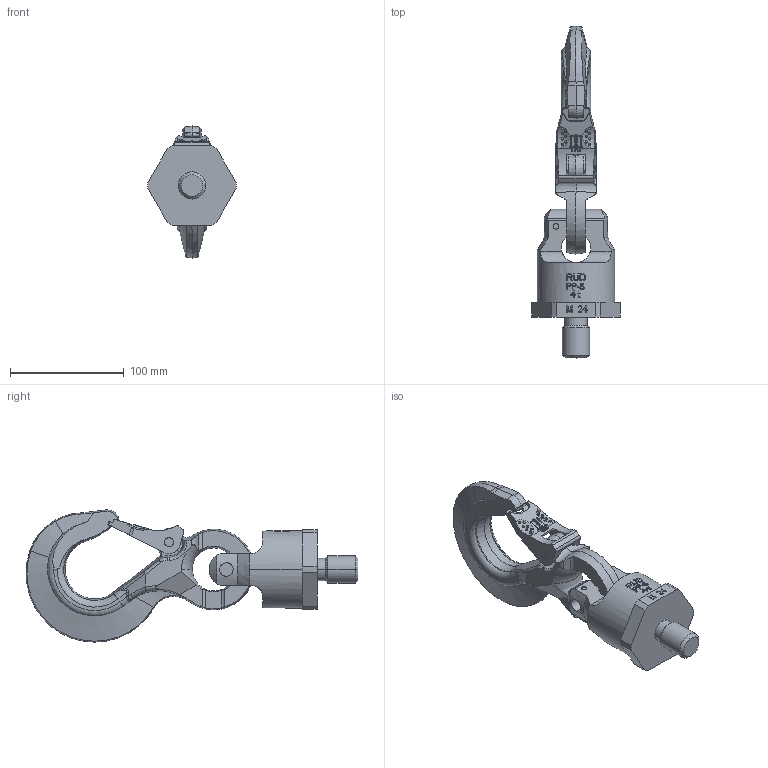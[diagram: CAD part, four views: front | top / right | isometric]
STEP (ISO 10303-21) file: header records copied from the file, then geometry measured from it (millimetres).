
FILE_DESCRIPTION((''),'2;1');
FILE_NAME('001-M31443-P21_ASM','2004-10-07T',('Leichs'),(''),'PRO/ENGINEER BY PARAMETRIC TECHNOLOGY CORPORATION, 2001400','PRO/ENGINEER BY PARAMETRIC TECHNOLOGY CORPORATION, 2001400','');
FILE_SCHEMA(('CONFIG_CONTROL_DESIGN'));
Length unit declared in the file: millimetre
Products named in the file (6): 001-M31443-005; 001-M31443-003; 001-M31166-001; 001-M31192-001; 001-M31166-002_ASM; 001-M31443-P21_ASM
Assembly tree (5 placements, depth 3):
  001-M31443-P21_ASM
    001-M31443-005
    001-M31443-003
    001-M31166-002_ASM
      001-M31166-001
      001-M31192-001
Bounding box: 77.98 x 292.5 x 116.5 mm (x, y, z)
Volume: 468737.9 mm3; surface area: 81262.7 mm2
Topology: 4 solids, 4 shells, 738 faces, 2048 edges, 1332 vertices
Faces by surface type: plane 510, cylinder 120, cone 42, sphere 30, bspline 20, torus 16
Entity records: 25291 total; most frequent: CARTESIAN_POINT 7150, ORIENTED_EDGE 4040, DIRECTION 3323, EDGE_CURVE 2020, VERTEX_POINT 1332, VECTOR 1133, LINE 1133, AXIS2_PLACEMENT_3D 1095
